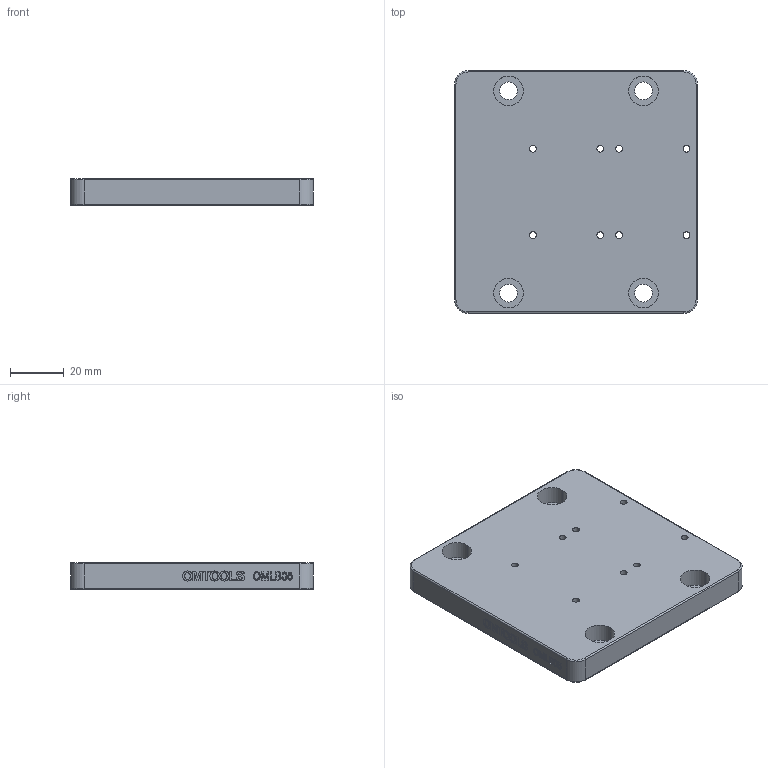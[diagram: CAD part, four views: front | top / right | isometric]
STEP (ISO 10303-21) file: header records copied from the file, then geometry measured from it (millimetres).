
FILE_DESCRIPTION (( 'STEP AP203' ), '1' );
FILE_NAME ('OMLB炵蹈蛌諉啣 OMLB05.STEP', '2021-05-20T08:59:25', ( 'Microsoft' ), ( 'Microsoft' ), 'SwSTEP 2.0', 'SolidWorks 2018', '' );
FILE_SCHEMA (( 'CONFIG_CONTROL_DESIGN' ));
Length unit declared in the file: millimetre
Products named in the file (2): OMLB炵蹈蛌諉啣 OMLB05; OMLB05-01 OMSC40蟀諉啣5
Assembly tree (1 placements, depth 2):
  OMLB炵蹈蛌諉啣 OMLB05
    OMLB05-01 OMSC40蟀諉啣5
Bounding box: 90 x 90 x 10 mm (x, y, z)
Volume: 77332.4 mm3; surface area: 21025.6 mm2
Topology: 1 solids, 1 shells, 203 faces, 521 edges, 342 vertices
Faces by surface type: plane 101, bspline 50, cylinder 44, torus 8
Entity records: 10409 total; most frequent: CARTESIAN_POINT 5486, ORIENTED_EDGE 1042, DIRECTION 829, EDGE_CURVE 521, VERTEX_POINT 342, LINE 323, VECTOR 323, AXIS2_PLACEMENT_3D 253
